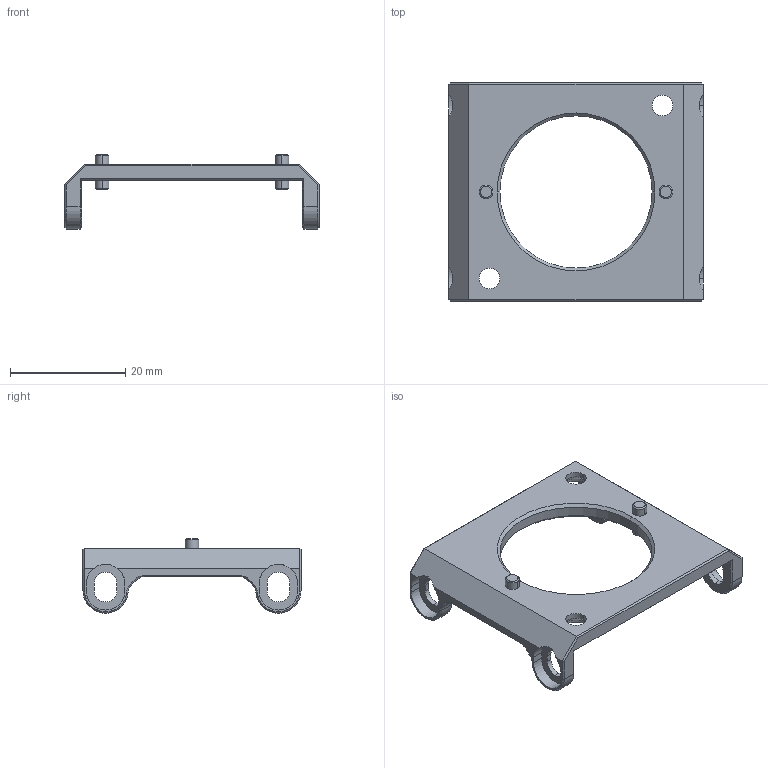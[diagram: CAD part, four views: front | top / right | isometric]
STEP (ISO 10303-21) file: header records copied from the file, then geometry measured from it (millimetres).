
FILE_DESCRIPTION (( 'STEP AP214' ), '1' );
FILE_NAME ('2.2.7.33_L30F-BL2_30 mm笼式二向色立方连接件.STEP', '2021-07-24T07:03:31', ( 'Microsoft' ), ( 'Microsoft' ), 'SwSTEP 2.0', 'SolidWorks 2018', '' );
FILE_SCHEMA (( 'AUTOMOTIVE_DESIGN' ));
Length unit declared in the file: millimetre
Products named in the file (1): 2.2.7.33_L30F-BL2_30 mm笼式二向色立方连接件
Bounding box: 44.15 x 37.85 x 12.93 mm (x, y, z)
Surface area: 3661.8 mm2 (no closed solid volume)
Topology: 0 solids, 3 shells, 166 faces, 412 edges, 252 vertices
Faces by surface type: plane 68, cylinder 54, cone 44
Entity records: 6761 total; most frequent: DIRECTION 898, CARTESIAN_POINT 849, ORIENTED_EDGE 816, EDGE_CURVE 412, AXIS2_PLACEMENT_3D 325, VERTEX_POINT 252, LINE 248, VECTOR 248
